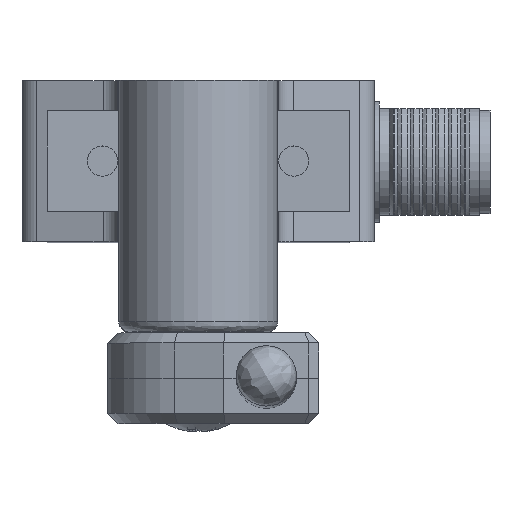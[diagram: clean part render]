
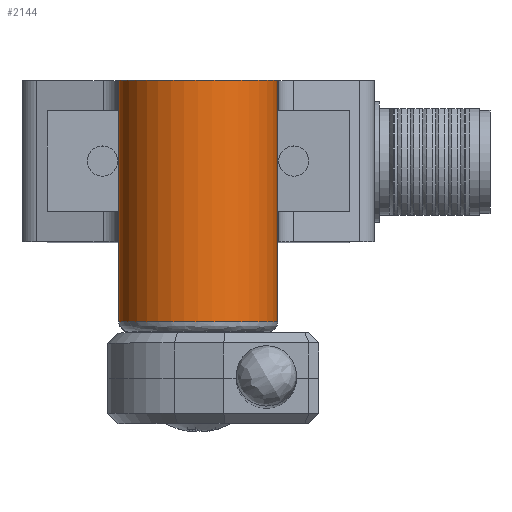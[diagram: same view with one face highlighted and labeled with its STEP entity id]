
A CAD part, top view. The second image highlights one B-rep face of the part: STEP entity #2144.
In plain terms, the highlighted cylindrical face has radius 7.9 mm (diameter 15.8 mm), a full revolution.
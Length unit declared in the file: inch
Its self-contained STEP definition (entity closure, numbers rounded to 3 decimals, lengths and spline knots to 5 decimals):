
#439 = LINE ( 'NONE', #8026, #1188 ) ;
#547 = CARTESIAN_POINT ( 'NONE',  ( 0.31102, -0.62992, 0.70866 ) ) ;
#617 = CIRCLE ( 'NONE', #4425, 0.31102 ) ;
#622 = CIRCLE ( 'NONE', #3562, 0.31102 ) ;
#627 = ORIENTED_EDGE ( 'NONE', *, *, #2458, .T. ) ;
#1006 = ORIENTED_EDGE ( 'NONE', *, *, #7403, .T. ) ;
#1188 = VECTOR ( 'NONE', #3336, 39.37008 ) ;
#1232 = DIRECTION ( 'NONE',  ( 0., -1., 0. ) ) ;
#1294 = LINE ( 'NONE', #7462, #1842 ) ;
#1487 = EDGE_CURVE ( 'NONE', #6075, #6129, #617, .T. ) ;
#1512 = VERTEX_POINT ( 'NONE', #2721 ) ;
#1585 = DIRECTION ( 'NONE',  ( 0., -1., 0. ) ) ;
#1694 = CARTESIAN_POINT ( 'NONE',  ( 0., -0.62992, 0.70866 ) ) ;
#1842 = VECTOR ( 'NONE', #3943, 39.37008 ) ;
#1844 = CARTESIAN_POINT ( 'NONE',  ( 0., 0., 0.70866 ) ) ;
#2039 = ORIENTED_EDGE ( 'NONE', *, *, #5048, .T. ) ;
#2144 = ADVANCED_FACE ( 'NONE', ( #5629, #6976 ), #5678, .T. ) ;
#2414 = CARTESIAN_POINT ( 'NONE',  ( 0., 0., 0.70866 ) ) ;
#2458 = EDGE_CURVE ( 'NONE', #5893, #5893, #4383, .T. ) ;
#2532 = ORIENTED_EDGE ( 'NONE', *, *, #1487, .T. ) ;
#2646 = ORIENTED_EDGE ( 'NONE', *, *, #3682, .T. ) ;
#2721 = CARTESIAN_POINT ( 'NONE',  ( -0.31102, -0.62992, 0.70866 ) ) ;
#3008 = DIRECTION ( 'NONE',  ( 0., 1., 0. ) ) ;
#3225 = AXIS2_PLACEMENT_3D ( 'NONE', #7824, #3008, #5801 ) ;
#3336 = DIRECTION ( 'NONE',  ( 0., -1., 0. ) ) ;
#3562 = AXIS2_PLACEMENT_3D ( 'NONE', #1694, #5956, #6557 ) ;
#3682 = EDGE_CURVE ( 'NONE', #6129, #1512, #439, .T. ) ;
#3943 = DIRECTION ( 'NONE',  ( 0., 1., 0. ) ) ;
#4383 = CIRCLE ( 'NONE', #3225, 0.31102 ) ;
#4425 = AXIS2_PLACEMENT_3D ( 'NONE', #1844, #1232, #5314 ) ;
#5048 = EDGE_CURVE ( 'NONE', #1512, #5228, #622, .T. ) ;
#5228 = VERTEX_POINT ( 'NONE', #547 ) ;
#5237 = EDGE_LOOP ( 'NONE', ( #2039, #1006, #2532, #2646 ) ) ;
#5314 = DIRECTION ( 'NONE',  ( 1., 0., 0. ) ) ;
#5629 = FACE_OUTER_BOUND ( 'NONE', #5237, .T. ) ;
#5678 = CYLINDRICAL_SURFACE ( 'NONE', #6517, 0.31102 ) ;
#5801 = DIRECTION ( 'NONE',  ( 1., 0., 0. ) ) ;
#5865 = CARTESIAN_POINT ( 'NONE',  ( 0.31102, 0., 0.70866 ) ) ;
#5893 = VERTEX_POINT ( 'NONE', #7324 ) ;
#5956 = DIRECTION ( 'NONE',  ( 0., -1., 0. ) ) ;
#6075 = VERTEX_POINT ( 'NONE', #5865 ) ;
#6129 = VERTEX_POINT ( 'NONE', #8277 ) ;
#6517 = AXIS2_PLACEMENT_3D ( 'NONE', #2414, #1585, #8588 ) ;
#6557 = DIRECTION ( 'NONE',  ( 1., 0., 0. ) ) ;
#6976 = FACE_OUTER_BOUND ( 'NONE', #7829, .T. ) ;
#7324 = CARTESIAN_POINT ( 'NONE',  ( 0.31102, -0.94488, 0.70866 ) ) ;
#7403 = EDGE_CURVE ( 'NONE', #5228, #6075, #1294, .T. ) ;
#7462 = CARTESIAN_POINT ( 'NONE',  ( 0.31102, 0., 0.70866 ) ) ;
#7824 = CARTESIAN_POINT ( 'NONE',  ( 0., -0.94488, 0.70866 ) ) ;
#7829 = EDGE_LOOP ( 'NONE', ( #627 ) ) ;
#8026 = CARTESIAN_POINT ( 'NONE',  ( -0.31102, 0., 0.70866 ) ) ;
#8277 = CARTESIAN_POINT ( 'NONE',  ( -0.31102, 0., 0.70866 ) ) ;
#8588 = DIRECTION ( 'NONE',  ( 1., 0., 0. ) ) ;
